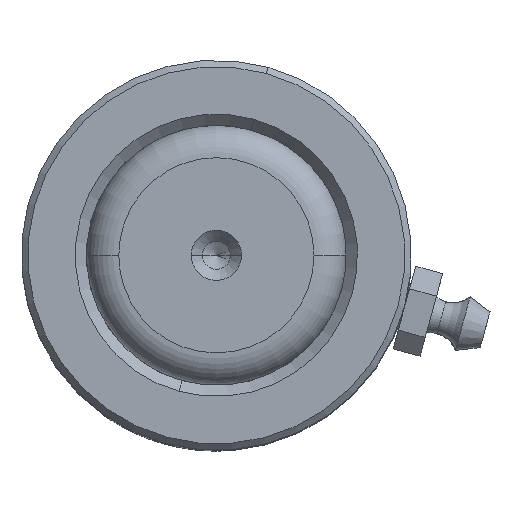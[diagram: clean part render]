
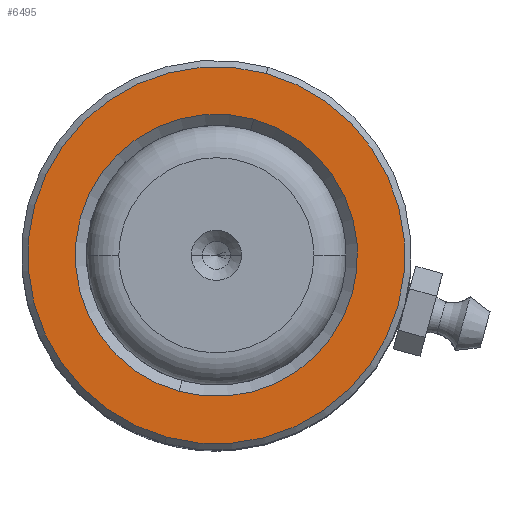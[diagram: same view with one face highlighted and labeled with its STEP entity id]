
A CAD part, top view. The second image highlights one B-rep face of the part: STEP entity #6495.
In plain terms, the highlighted planar face has unit normal (0, 0, 1).
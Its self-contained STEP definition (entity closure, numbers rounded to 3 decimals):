
#296 = DIRECTION ( 'NONE',  ( 0., 0., 1. ) ) ;
#341 = DIRECTION ( 'NONE',  ( 1., 0., 0. ) ) ;
#387 = EDGE_CURVE ( 'NONE', #2452, #2338, #5116, .T. ) ;
#893 = ORIENTED_EDGE ( 'NONE', *, *, #3941, .T. ) ;
#1057 = CIRCLE ( 'NONE', #1616, 15.2 ) ;
#1299 = CARTESIAN_POINT ( 'NONE',  ( 0., 0., 60. ) ) ;
#1616 = AXIS2_PLACEMENT_3D ( 'NONE', #2443, #8041, #8576 ) ;
#1689 = DIRECTION ( 'NONE',  ( 1., 0., 0. ) ) ;
#1737 = AXIS2_PLACEMENT_3D ( 'NONE', #1299, #3944, #3339 ) ;
#2234 = FACE_BOUND ( 'NONE', #5657, .T. ) ;
#2327 = CARTESIAN_POINT ( 'NONE',  ( 20.3, 0., 60. ) ) ;
#2338 = VERTEX_POINT ( 'NONE', #2327 ) ;
#2443 = CARTESIAN_POINT ( 'NONE',  ( 0., 0., 60. ) ) ;
#2452 = VERTEX_POINT ( 'NONE', #7294 ) ;
#2703 = EDGE_CURVE ( 'NONE', #2338, #2452, #4110, .T. ) ;
#3084 = PLANE ( 'NONE',  #7839 ) ;
#3339 = DIRECTION ( 'NONE',  ( 1., 0., 0. ) ) ;
#3572 = VERTEX_POINT ( 'NONE', #3653 ) ;
#3653 = CARTESIAN_POINT ( 'NONE',  ( 15.2, 0., 60. ) ) ;
#3726 = DIRECTION ( 'NONE',  ( 1., 0., 0. ) ) ;
#3941 = EDGE_CURVE ( 'NONE', #3572, #6446, #8285, .T. ) ;
#3944 = DIRECTION ( 'NONE',  ( 0., 0., -1. ) ) ;
#4110 = CIRCLE ( 'NONE', #7821, 20.3 ) ;
#4467 = DIRECTION ( 'NONE',  ( 0., 0., 1. ) ) ;
#4883 = ORIENTED_EDGE ( 'NONE', *, *, #6875, .T. ) ;
#5084 = CARTESIAN_POINT ( 'NONE',  ( 0., 0., 60. ) ) ;
#5116 = CIRCLE ( 'NONE', #5747, 20.3 ) ;
#5657 = EDGE_LOOP ( 'NONE', ( #893, #4883 ) ) ;
#5747 = AXIS2_PLACEMENT_3D ( 'NONE', #7188, #5783, #3726 ) ;
#5783 = DIRECTION ( 'NONE',  ( 0., 0., 1. ) ) ;
#6446 = VERTEX_POINT ( 'NONE', #6492 ) ;
#6492 = CARTESIAN_POINT ( 'NONE',  ( -15.2, 0., 60. ) ) ;
#6495 = ADVANCED_FACE ( 'NONE', ( #7301, #2234 ), #3084, .T. ) ;
#6875 = EDGE_CURVE ( 'NONE', #6446, #3572, #1057, .T. ) ;
#7188 = CARTESIAN_POINT ( 'NONE',  ( 0., 0., 60. ) ) ;
#7294 = CARTESIAN_POINT ( 'NONE',  ( -20.3, 0., 60. ) ) ;
#7301 = FACE_OUTER_BOUND ( 'NONE', #8748, .T. ) ;
#7821 = AXIS2_PLACEMENT_3D ( 'NONE', #5084, #296, #1689 ) ;
#7839 = AXIS2_PLACEMENT_3D ( 'NONE', #8559, #4467, #341 ) ;
#8041 = DIRECTION ( 'NONE',  ( 0., 0., -1. ) ) ;
#8128 = ORIENTED_EDGE ( 'NONE', *, *, #2703, .T. ) ;
#8285 = CIRCLE ( 'NONE', #1737, 15.2 ) ;
#8415 = ORIENTED_EDGE ( 'NONE', *, *, #387, .T. ) ;
#8559 = CARTESIAN_POINT ( 'NONE',  ( 0., 0., 60. ) ) ;
#8576 = DIRECTION ( 'NONE',  ( 1., 0., 0. ) ) ;
#8748 = EDGE_LOOP ( 'NONE', ( #8415, #8128 ) ) ;
